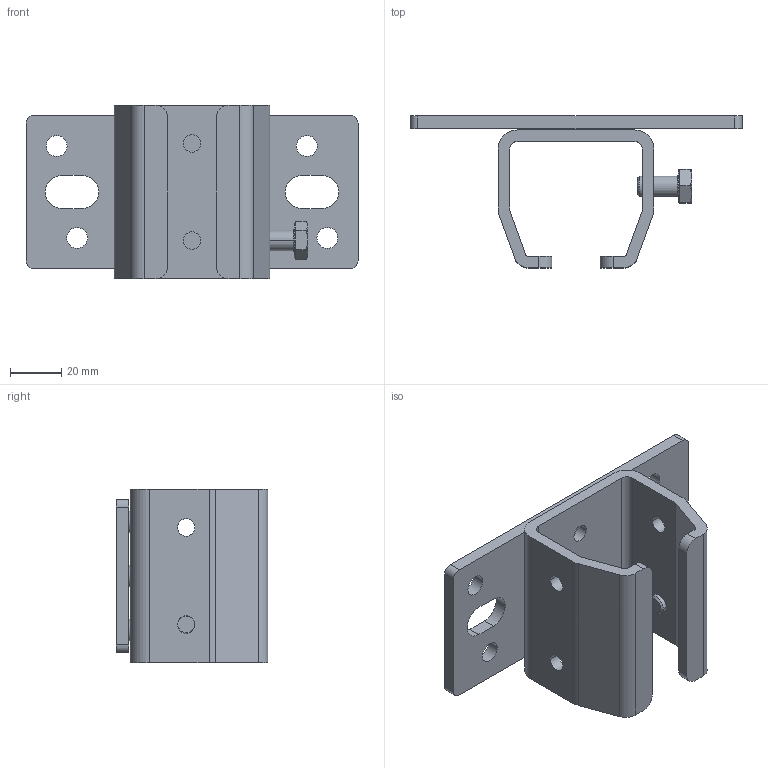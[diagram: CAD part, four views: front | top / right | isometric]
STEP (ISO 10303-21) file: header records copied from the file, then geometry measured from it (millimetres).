
FILE_DESCRIPTION (( 'STEP AP203' ), '1' );
FILE_NAME ('1.24.B02.STEP', '2019-05-28T05:31:03', ( '' ), ( '' ), 'SwSTEP 2.0', 'SolidWorks 2018', '' );
FILE_SCHEMA (( 'CONFIG_CONTROL_DESIGN' ));
Length unit declared in the file: millimetre
Products named in the file (1): 1.24.B02
Bounding box: 130 x 59.5 x 68 mm (x, y, z)
Volume: 89866.7 mm3; surface area: 44235.9 mm2
Topology: 3 solids, 3 shells, 114 faces, 297 edges, 193 vertices
Faces by surface type: cylinder 55, plane 43, cone 8, sphere 6, torus 2
Entity records: 3704 total; most frequent: CARTESIAN_POINT 673, DIRECTION 653, ORIENTED_EDGE 594, EDGE_CURVE 297, AXIS2_PLACEMENT_3D 253, VERTEX_POINT 193, LINE 147, VECTOR 147
